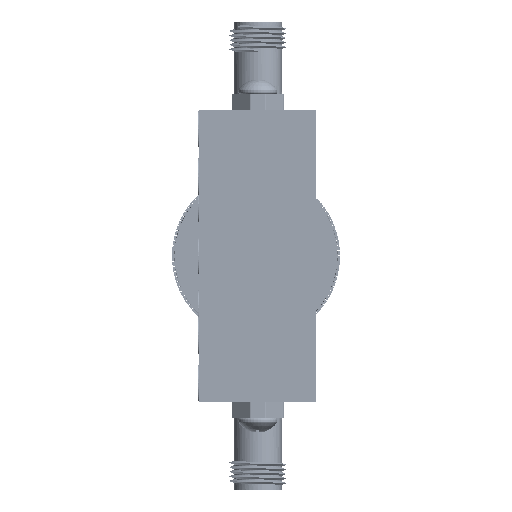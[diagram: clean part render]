
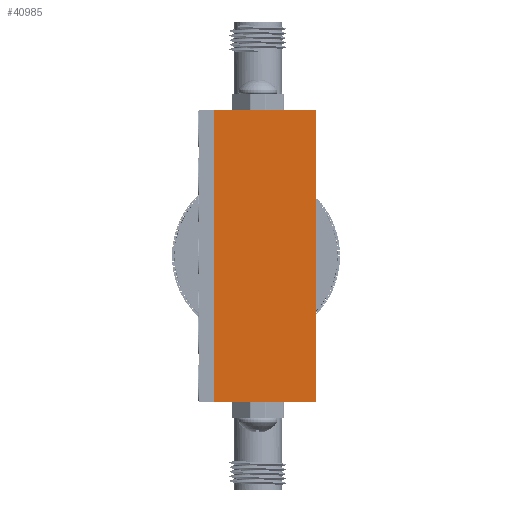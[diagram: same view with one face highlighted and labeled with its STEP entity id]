
A CAD part, left-side view. The second image highlights one B-rep face of the part: STEP entity #40985.
In plain terms, the highlighted face is planar.
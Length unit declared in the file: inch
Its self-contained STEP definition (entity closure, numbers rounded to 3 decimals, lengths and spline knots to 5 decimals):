
#28559 = AXIS2_PLACEMENT_3D ( 'NONE', #117028, #262164, #56469 ) ;
#37613 = PLANE ( 'NONE',  #28559 ) ;
#37805 = LINE ( 'NONE', #242217, #143307 ) ;
#40985 = ADVANCED_FACE ( 'NONE', ( #240721 ), #37613, .T. ) ;
#43175 = ORIENTED_EDGE ( 'NONE', *, *, #52906, .T. ) ;
#52906 = EDGE_CURVE ( 'NONE', #148753, #168047, #77323, .T. ) ;
#55494 = CARTESIAN_POINT ( 'NONE',  ( -0.625, 0.436, 1. ) ) ;
#56469 = DIRECTION ( 'NONE',  ( 1., 0., 0. ) ) ;
#60363 = EDGE_LOOP ( 'NONE', ( #43175, #101024, #262915, #204072 ) ) ;
#61187 = VERTEX_POINT ( 'NONE', #114315 ) ;
#73453 = EDGE_CURVE ( 'NONE', #168047, #85984, #37805, .T. ) ;
#77323 = LINE ( 'NONE', #136537, #146148 ) ;
#85984 = VERTEX_POINT ( 'NONE', #55494 ) ;
#97478 = DIRECTION ( 'NONE',  ( 0., 1., 0. ) ) ;
#101024 = ORIENTED_EDGE ( 'NONE', *, *, #73453, .T. ) ;
#101576 = CARTESIAN_POINT ( 'NONE',  ( -0.625, -0.0015, 1. ) ) ;
#114315 = CARTESIAN_POINT ( 'NONE',  ( -0.625, -0.0015, 1. ) ) ;
#117028 = CARTESIAN_POINT ( 'NONE',  ( -0.625, 0.436, 1. ) ) ;
#119838 = DIRECTION ( 'NONE',  ( -1., 0., 0. ) ) ;
#136537 = CARTESIAN_POINT ( 'NONE',  ( 0.625, 0.436, 1. ) ) ;
#143307 = VECTOR ( 'NONE', #119838, 39.37008 ) ;
#146148 = VECTOR ( 'NONE', #97478, 39.37008 ) ;
#147187 = CARTESIAN_POINT ( 'NONE',  ( 0.625, -0.0015, 1. ) ) ;
#147252 = LINE ( 'NONE', #101576, #217084 ) ;
#148753 = VERTEX_POINT ( 'NONE', #147187 ) ;
#154343 = VECTOR ( 'NONE', #234721, 39.37008 ) ;
#168047 = VERTEX_POINT ( 'NONE', #203240 ) ;
#170261 = LINE ( 'NONE', #172917, #154343 ) ;
#172917 = CARTESIAN_POINT ( 'NONE',  ( -0.625, -0.0015, 1. ) ) ;
#183624 = DIRECTION ( 'NONE',  ( 1., 0., 0. ) ) ;
#186751 = EDGE_CURVE ( 'NONE', #61187, #85984, #170261, .T. ) ;
#203240 = CARTESIAN_POINT ( 'NONE',  ( 0.625, 0.436, 1. ) ) ;
#204072 = ORIENTED_EDGE ( 'NONE', *, *, #232293, .T. ) ;
#217084 = VECTOR ( 'NONE', #183624, 39.37008 ) ;
#232293 = EDGE_CURVE ( 'NONE', #61187, #148753, #147252, .T. ) ;
#234721 = DIRECTION ( 'NONE',  ( 0., 1., 0. ) ) ;
#240721 = FACE_OUTER_BOUND ( 'NONE', #60363, .T. ) ;
#242217 = CARTESIAN_POINT ( 'NONE',  ( -0.625, 0.436, 1. ) ) ;
#262164 = DIRECTION ( 'NONE',  ( 0., 0., 1. ) ) ;
#262915 = ORIENTED_EDGE ( 'NONE', *, *, #186751, .F. ) ;
